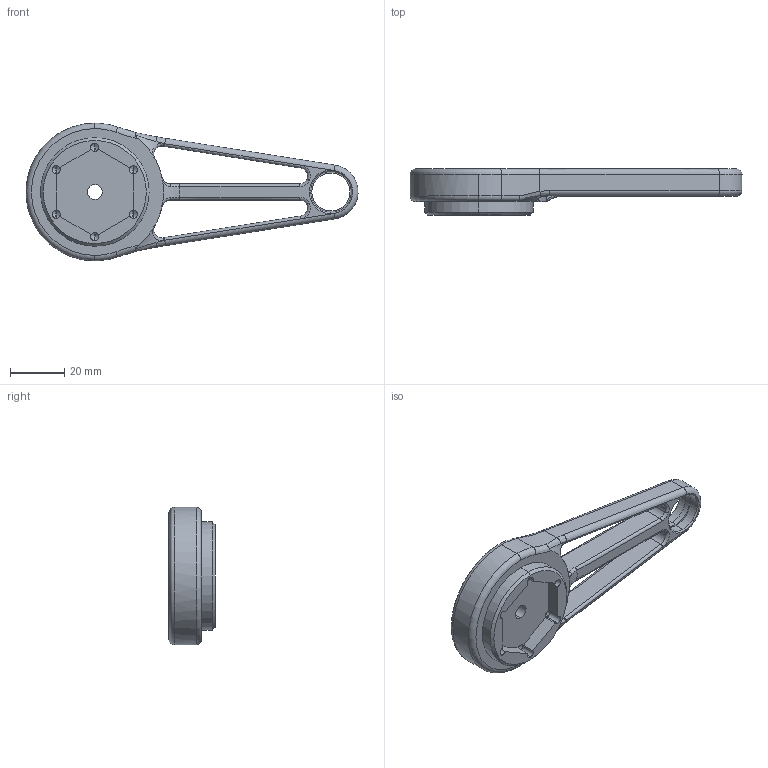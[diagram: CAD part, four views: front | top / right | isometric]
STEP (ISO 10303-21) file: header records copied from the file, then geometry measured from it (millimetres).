
FILE_DESCRIPTION (( 'STEP AP214' ), '1' );
FILE_NAME ('AM88-3010_Poignee leve vitre_A.STEP', '2022-08-10T19:59:38', ( '' ), ( '' ), 'SwSTEP 2.0', 'SolidWorks 2018', '' );
FILE_SCHEMA (( 'AUTOMOTIVE_DESIGN' ));
Length unit declared in the file: millimetre
Products named in the file (1): AM88-3010_Poignee leve vitre_A
Bounding box: 122.34 x 17 x 50.7 mm (x, y, z)
Volume: 34384 mm3; surface area: 12826.5 mm2
Topology: 1 solids, 1 shells, 131 faces, 331 edges, 189 vertices
Faces by surface type: cylinder 47, bspline 26, torus 20, plane 20, cone 18
Entity records: 5367 total; most frequent: CARTESIAN_POINT 2466, ORIENTED_EDGE 638, DIRECTION 569, EDGE_CURVE 319, AXIS2_PLACEMENT_3D 233, VERTEX_POINT 189, EDGE_LOOP 138, ADVANCED_FACE 131
